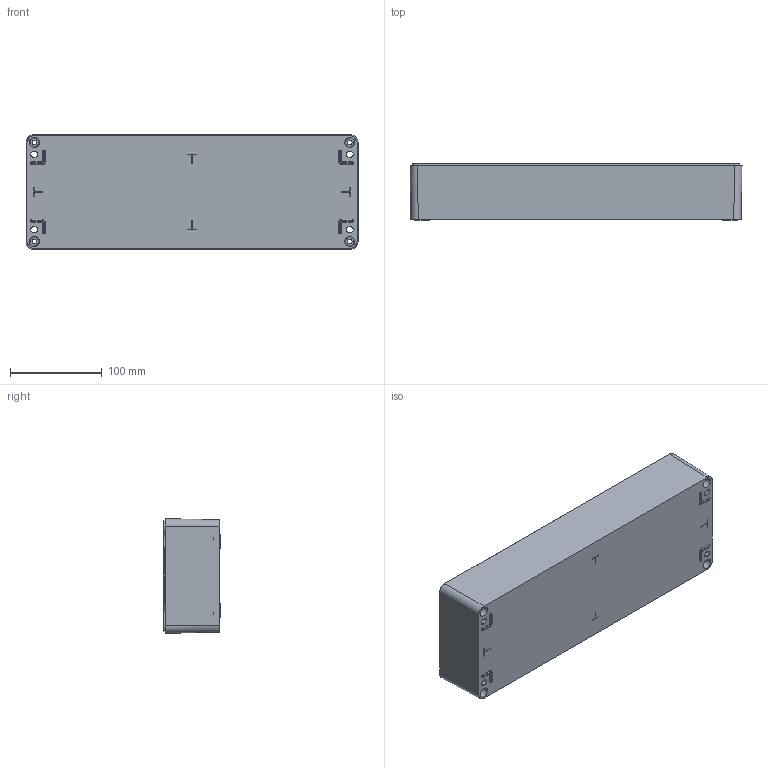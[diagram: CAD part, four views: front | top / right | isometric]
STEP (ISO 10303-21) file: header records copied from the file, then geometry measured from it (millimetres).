
FILE_DESCRIPTION((''),'2;1');
FILE_NAME('ALN123606_28736_A3','2013-07-29T',('fxhongdongluo'),(''),'PRO/ENGINEER BY PARAMETRIC TECHNOLOGY CORPORATION, 2010040','PRO/ENGINEER BY PARAMETRIC TECHNOLOGY CORPORATION, 2010040','');
FILE_SCHEMA(('CONFIG_CONTROL_DESIGN'));
Length unit declared in the file: millimetre
Products named in the file (1): ALN123606_28736_A3
Bounding box: 362.02 x 62 x 124.9 mm (x, y, z)
Volume: 430352 mm3; surface area: 224432.4 mm2
Topology: 9 solids, 9 shells, 637 faces, 1598 edges, 1051 vertices
Faces by surface type: cylinder 258, plane 232, bspline 56, cone 56, torus 31, sphere 4
Entity records: 23454 total; most frequent: CARTESIAN_POINT 8279, ORIENTED_EDGE 3188, DIRECTION 3107, EDGE_CURVE 1594, AXIS2_PLACEMENT_3D 1212, VERTEX_POINT 1051, EDGE_LOOP 729, VECTOR 683
